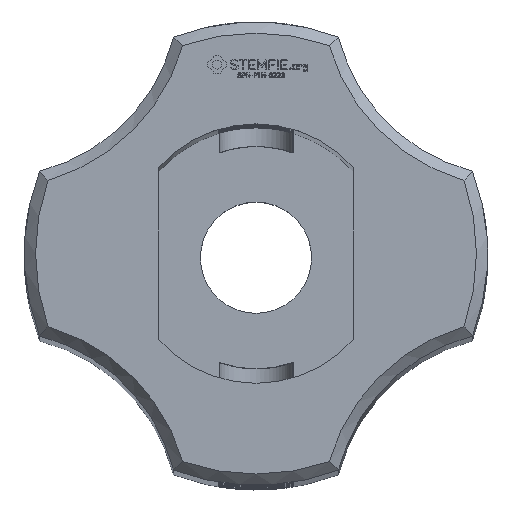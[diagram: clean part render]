
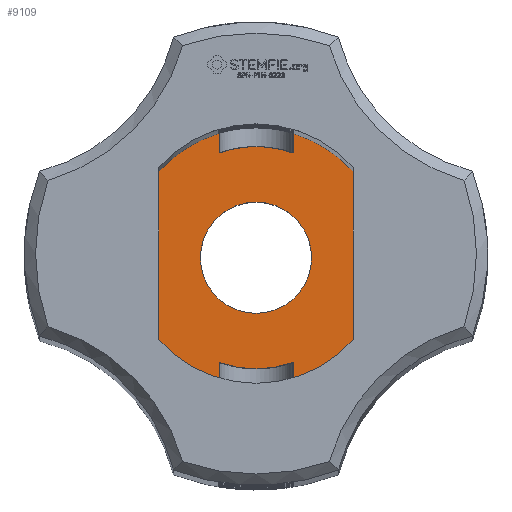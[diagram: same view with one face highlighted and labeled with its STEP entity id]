
A CAD part, top view. The second image highlights one B-rep face of the part: STEP entity #9109.
In plain terms, the highlighted planar face has unit normal (0, 0, 1).
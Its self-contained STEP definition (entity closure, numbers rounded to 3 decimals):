
#2316 = VERTEX_POINT('',#2317);
#2317 = CARTESIAN_POINT('',(2.829,0.998,11.));
#2337 = EDGE_CURVE('',#2338,#2316,#2340,.T.);
#2338 = VERTEX_POINT('',#2339);
#2339 = CARTESIAN_POINT('',(2.625,0.998,11.));
#2340 = LINE('',#2341,#2342);
#2341 = CARTESIAN_POINT('',(77.826,0.998,11.));
#2342 = VECTOR('',#2343,1.);
#2343 = DIRECTION('',(1.,0.,0.));
#2346 = VERTEX_POINT('',#2347);
#2347 = CARTESIAN_POINT('',(2.625,-0.998,11.));
#2354 = EDGE_CURVE('',#2346,#2355,#2357,.T.);
#2355 = VERTEX_POINT('',#2356);
#2356 = CARTESIAN_POINT('',(2.829,-0.998,11.));
#2357 = LINE('',#2358,#2359);
#2358 = CARTESIAN_POINT('',(77.826,-0.998,11.));
#2359 = VECTOR('',#2360,1.);
#2360 = DIRECTION('',(1.,0.,0.));
#8998 = EDGE_CURVE('',#8999,#2338,#9001,.T.);
#8999 = VERTEX_POINT('',#9000);
#9000 = CARTESIAN_POINT('',(2.625,2.315,11.));
#9001 = LINE('',#9002,#9003);
#9002 = CARTESIAN_POINT('',(2.625,2.315,11.));
#9003 = VECTOR('',#9004,1.);
#9004 = DIRECTION('',(0.,-1.,0.));
#9014 = VERTEX_POINT('',#9015);
#9015 = CARTESIAN_POINT('',(2.625,-2.315,11.));
#9021 = EDGE_CURVE('',#2346,#9014,#9022,.T.);
#9022 = LINE('',#9023,#9024);
#9023 = CARTESIAN_POINT('',(2.625,2.315,11.));
#9024 = VECTOR('',#9025,1.);
#9025 = DIRECTION('',(0.,-1.,0.));
#9096 = EDGE_CURVE('',#2316,#2355,#9097,.T.);
#9097 = CIRCLE('',#9098,3.);
#9098 = AXIS2_PLACEMENT_3D('',#9099,#9100,#9101);
#9099 = CARTESIAN_POINT('',(0.,0.,11.));
#9100 = DIRECTION('',(0.,0.,-1.));
#9101 = DIRECTION('',(0.,1.,0.));
#9109 = ADVANCED_FACE('',(#9110,#9251),#9262,.T.);
#9110 = FACE_BOUND('',#9111,.T.);
#9111 = EDGE_LOOP('',(#9112,#9113,#9114,#9115,#9116,#9125,#9133,#9142,
    #9151,#9159,#9168,#9176,#9184,#9193,#9201,#9209,#9218,#9226,#9235,
    #9243,#9250));
#9112 = ORIENTED_EDGE('',*,*,#2354,.T.);
#9113 = ORIENTED_EDGE('',*,*,#9096,.F.);
#9114 = ORIENTED_EDGE('',*,*,#2337,.F.);
#9115 = ORIENTED_EDGE('',*,*,#8998,.F.);
#9116 = ORIENTED_EDGE('',*,*,#9117,.T.);
#9117 = EDGE_CURVE('',#8999,#9118,#9120,.T.);
#9118 = VERTEX_POINT('',#9119);
#9119 = CARTESIAN_POINT('',(0.998,3.355,11.));
#9120 = CIRCLE('',#9121,3.5);
#9121 = AXIS2_PLACEMENT_3D('',#9122,#9123,#9124);
#9122 = CARTESIAN_POINT('',(0.,0.,11.)
  );
#9123 = DIRECTION('',(0.,0.,1.));
#9124 = DIRECTION('',(1.,0.,0.));
#9125 = ORIENTED_EDGE('',*,*,#9126,.T.);
#9126 = EDGE_CURVE('',#9118,#9127,#9129,.T.);
#9127 = VERTEX_POINT('',#9128);
#9128 = CARTESIAN_POINT('',(0.998,2.829,11.));
#9129 = LINE('',#9130,#9131);
#9130 = CARTESIAN_POINT('',(0.998,-77.826,11.));
#9131 = VECTOR('',#9132,1.);
#9132 = DIRECTION('',(0.,-1.,0.));
#9133 = ORIENTED_EDGE('',*,*,#9134,.F.);
#9134 = EDGE_CURVE('',#9135,#9127,#9137,.T.);
#9135 = VERTEX_POINT('',#9136);
#9136 = CARTESIAN_POINT('',(0.,3.,11.));
#9137 = CIRCLE('',#9138,3.);
#9138 = AXIS2_PLACEMENT_3D('',#9139,#9140,#9141);
#9139 = CARTESIAN_POINT('',(0.,0.,11.));
#9140 = DIRECTION('',(0.,0.,-1.));
#9141 = DIRECTION('',(0.,1.,0.));
#9142 = ORIENTED_EDGE('',*,*,#9143,.F.);
#9143 = EDGE_CURVE('',#9144,#9135,#9146,.T.);
#9144 = VERTEX_POINT('',#9145);
#9145 = CARTESIAN_POINT('',(-0.998,2.829,11.));
#9146 = CIRCLE('',#9147,3.);
#9147 = AXIS2_PLACEMENT_3D('',#9148,#9149,#9150);
#9148 = CARTESIAN_POINT('',(0.,0.,11.));
#9149 = DIRECTION('',(0.,0.,-1.));
#9150 = DIRECTION('',(0.,1.,0.));
#9151 = ORIENTED_EDGE('',*,*,#9152,.F.);
#9152 = EDGE_CURVE('',#9153,#9144,#9155,.T.);
#9153 = VERTEX_POINT('',#9154);
#9154 = CARTESIAN_POINT('',(-0.998,3.355,11.));
#9155 = LINE('',#9156,#9157);
#9156 = CARTESIAN_POINT('',(-0.998,-77.826,11.));
#9157 = VECTOR('',#9158,1.);
#9158 = DIRECTION('',(0.,-1.,0.));
#9159 = ORIENTED_EDGE('',*,*,#9160,.T.);
#9160 = EDGE_CURVE('',#9153,#9161,#9163,.T.);
#9161 = VERTEX_POINT('',#9162);
#9162 = CARTESIAN_POINT('',(-2.625,2.315,11.));
#9163 = CIRCLE('',#9164,3.5);
#9164 = AXIS2_PLACEMENT_3D('',#9165,#9166,#9167);
#9165 = CARTESIAN_POINT('',(0.,0.,11.)
  );
#9166 = DIRECTION('',(0.,0.,1.));
#9167 = DIRECTION('',(1.,0.,0.));
#9168 = ORIENTED_EDGE('',*,*,#9169,.T.);
#9169 = EDGE_CURVE('',#9161,#9170,#9172,.T.);
#9170 = VERTEX_POINT('',#9171);
#9171 = CARTESIAN_POINT('',(-2.625,0.998,11.));
#9172 = LINE('',#9173,#9174);
#9173 = CARTESIAN_POINT('',(-2.625,2.315,11.));
#9174 = VECTOR('',#9175,1.);
#9175 = DIRECTION('',(0.,-1.,0.));
#9176 = ORIENTED_EDGE('',*,*,#9177,.F.);
#9177 = EDGE_CURVE('',#9178,#9170,#9180,.T.);
#9178 = VERTEX_POINT('',#9179);
#9179 = CARTESIAN_POINT('',(-2.829,0.998,11.));
#9180 = LINE('',#9181,#9182);
#9181 = CARTESIAN_POINT('',(77.826,0.998,11.));
#9182 = VECTOR('',#9183,1.);
#9183 = DIRECTION('',(1.,0.,0.));
#9184 = ORIENTED_EDGE('',*,*,#9185,.F.);
#9185 = EDGE_CURVE('',#9186,#9178,#9188,.T.);
#9186 = VERTEX_POINT('',#9187);
#9187 = CARTESIAN_POINT('',(-2.829,-0.998,11.));
#9188 = CIRCLE('',#9189,3.);
#9189 = AXIS2_PLACEMENT_3D('',#9190,#9191,#9192);
#9190 = CARTESIAN_POINT('',(0.,0.,11.));
#9191 = DIRECTION('',(0.,0.,-1.));
#9192 = DIRECTION('',(0.,1.,0.));
#9193 = ORIENTED_EDGE('',*,*,#9194,.T.);
#9194 = EDGE_CURVE('',#9186,#9195,#9197,.T.);
#9195 = VERTEX_POINT('',#9196);
#9196 = CARTESIAN_POINT('',(-2.625,-0.998,11.));
#9197 = LINE('',#9198,#9199);
#9198 = CARTESIAN_POINT('',(77.826,-0.998,11.));
#9199 = VECTOR('',#9200,1.);
#9200 = DIRECTION('',(1.,0.,0.));
#9201 = ORIENTED_EDGE('',*,*,#9202,.T.);
#9202 = EDGE_CURVE('',#9195,#9203,#9205,.T.);
#9203 = VERTEX_POINT('',#9204);
#9204 = CARTESIAN_POINT('',(-2.625,-2.315,11.));
#9205 = LINE('',#9206,#9207);
#9206 = CARTESIAN_POINT('',(-2.625,2.315,11.));
#9207 = VECTOR('',#9208,1.);
#9208 = DIRECTION('',(0.,-1.,0.));
#9209 = ORIENTED_EDGE('',*,*,#9210,.T.);
#9210 = EDGE_CURVE('',#9203,#9211,#9213,.T.);
#9211 = VERTEX_POINT('',#9212);
#9212 = CARTESIAN_POINT('',(-0.998,-3.355,11.));
#9213 = CIRCLE('',#9214,3.5);
#9214 = AXIS2_PLACEMENT_3D('',#9215,#9216,#9217);
#9215 = CARTESIAN_POINT('',(0.,0.,11.)
  );
#9216 = DIRECTION('',(0.,0.,1.));
#9217 = DIRECTION('',(1.,0.,0.));
#9218 = ORIENTED_EDGE('',*,*,#9219,.F.);
#9219 = EDGE_CURVE('',#9220,#9211,#9222,.T.);
#9220 = VERTEX_POINT('',#9221);
#9221 = CARTESIAN_POINT('',(-0.998,-2.829,11.));
#9222 = LINE('',#9223,#9224);
#9223 = CARTESIAN_POINT('',(-0.998,-77.826,11.));
#9224 = VECTOR('',#9225,1.);
#9225 = DIRECTION('',(0.,-1.,0.));
#9226 = ORIENTED_EDGE('',*,*,#9227,.F.);
#9227 = EDGE_CURVE('',#9228,#9220,#9230,.T.);
#9228 = VERTEX_POINT('',#9229);
#9229 = CARTESIAN_POINT('',(0.998,-2.829,11.));
#9230 = CIRCLE('',#9231,3.);
#9231 = AXIS2_PLACEMENT_3D('',#9232,#9233,#9234);
#9232 = CARTESIAN_POINT('',(0.,0.,11.));
#9233 = DIRECTION('',(0.,0.,-1.));
#9234 = DIRECTION('',(0.,1.,0.));
#9235 = ORIENTED_EDGE('',*,*,#9236,.T.);
#9236 = EDGE_CURVE('',#9228,#9237,#9239,.T.);
#9237 = VERTEX_POINT('',#9238);
#9238 = CARTESIAN_POINT('',(0.998,-3.355,11.));
#9239 = LINE('',#9240,#9241);
#9240 = CARTESIAN_POINT('',(0.998,-77.826,11.));
#9241 = VECTOR('',#9242,1.);
#9242 = DIRECTION('',(0.,-1.,0.));
#9243 = ORIENTED_EDGE('',*,*,#9244,.T.);
#9244 = EDGE_CURVE('',#9237,#9014,#9245,.T.);
#9245 = CIRCLE('',#9246,3.5);
#9246 = AXIS2_PLACEMENT_3D('',#9247,#9248,#9249);
#9247 = CARTESIAN_POINT('',(0.,0.,11.)
  );
#9248 = DIRECTION('',(0.,0.,1.));
#9249 = DIRECTION('',(1.,0.,0.));
#9250 = ORIENTED_EDGE('',*,*,#9021,.F.);
#9251 = FACE_BOUND('',#9252,.T.);
#9252 = EDGE_LOOP('',(#9253));
#9253 = ORIENTED_EDGE('',*,*,#9254,.T.);
#9254 = EDGE_CURVE('',#9255,#9255,#9257,.T.);
#9255 = VERTEX_POINT('',#9256);
#9256 = CARTESIAN_POINT('',(0.,1.5,11.));
#9257 = CIRCLE('',#9258,1.5);
#9258 = AXIS2_PLACEMENT_3D('',#9259,#9260,#9261);
#9259 = CARTESIAN_POINT('',(0.,0.,11.));
#9260 = DIRECTION('',(0.,0.,-1.));
#9261 = DIRECTION('',(0.,1.,0.));
#9262 = PLANE('',#9263);
#9263 = AXIS2_PLACEMENT_3D('',#9264,#9265,#9266);
#9264 = CARTESIAN_POINT('',(0.,0.001,11.)
  );
#9265 = DIRECTION('',(0.,0.,1.));
#9266 = DIRECTION('',(0.,1.,0.));
